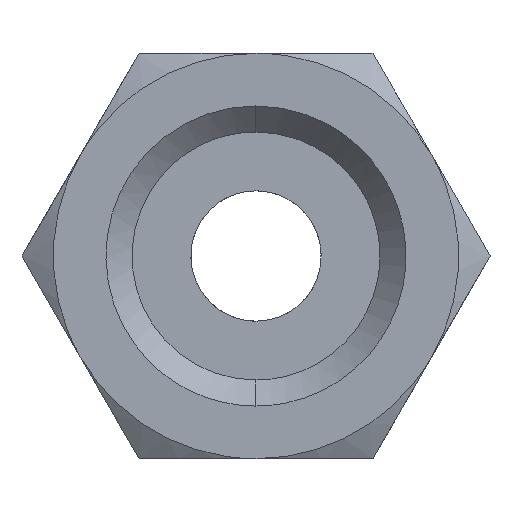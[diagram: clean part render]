
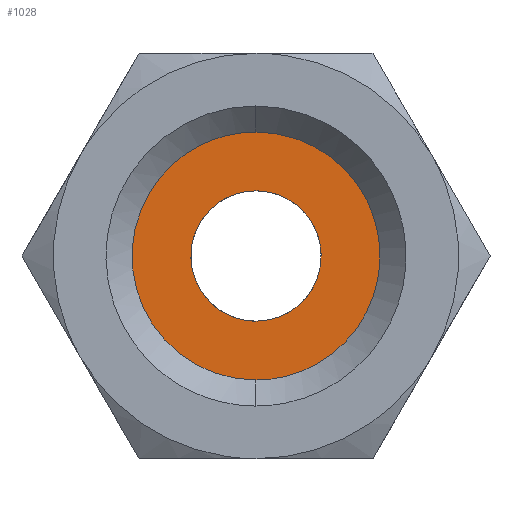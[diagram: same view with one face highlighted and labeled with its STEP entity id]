
A CAD part, front view. The second image highlights one B-rep face of the part: STEP entity #1028.
In plain terms, the highlighted free-form (B-spline) face has degree [1, 1] with [2, 2] control points.
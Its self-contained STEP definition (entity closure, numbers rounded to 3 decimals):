
#79 = VERTEX_POINT ( 'NONE', #1530 ) ;
#106 = CARTESIAN_POINT ( 'NONE',  ( 1.318, 8.5, 2.25 ) ) ;
#133 = EDGE_CURVE ( 'NONE', #604, #79, #1665, .T. ) ;
#280 = CARTESIAN_POINT ( 'NONE',  ( 0., 8.5, -2.25 ) ) ;
#303 = FACE_OUTER_BOUND ( 'NONE', #999, .T. ) ;
#360 = ORIENTED_EDGE ( 'NONE', *, *, #1172, .F. ) ;
#418 = CARTESIAN_POINT ( 'NONE',  ( -4.334, 8.5, 4.334 ) ) ;
#425 = CARTESIAN_POINT ( 'NONE',  ( 2.25, 8.5, 0. ) ) ;
#450 = CARTESIAN_POINT ( 'NONE',  ( -8.566, 8.5, 4.283 ) ) ;
#495 = CARTESIAN_POINT ( 'NONE',  ( -4.5, 8.5, 2.25 ) ) ;
#604 = VERTEX_POINT ( 'NONE', #1881 ) ;
#640 = CARTESIAN_POINT ( 'NONE',  ( 4.283, 8.5, 0. ) ) ;
#644 = CARTESIAN_POINT ( 'NONE',  ( 0., 8.5, -2.25 ) ) ;
#660 = CARTESIAN_POINT ( 'NONE',  ( 0., 8.5, -4.283 ) ) ;
#750 = CARTESIAN_POINT ( 'NONE',  ( 2.25, 8.5, -1.318 ) ) ;
#768 = CARTESIAN_POINT ( 'NONE',  ( 0., 8.5, -2.25 ) ) ;
#772 =( BOUNDED_CURVE ( )  B_SPLINE_CURVE ( 3, ( #808, #1302, #450, #1471 ),
 .UNSPECIFIED., .F., .F. ) 
 B_SPLINE_CURVE_WITH_KNOTS ( ( 4, 4 ),
 ( -3.142, 0. ),
 .UNSPECIFIED. ) 
 CURVE ( )  GEOMETRIC_REPRESENTATION_ITEM ( )  RATIONAL_B_SPLINE_CURVE ( ( 1., 0.333, 0.333, 1. ) ) 
 REPRESENTATION_ITEM ( '' )  );
#808 = CARTESIAN_POINT ( 'NONE',  ( 0., 8.5, -4.283 ) ) ;
#821 = CARTESIAN_POINT ( 'NONE',  ( 4.283, 8.5, -2.509 ) ) ;
#940 = CARTESIAN_POINT ( 'NONE',  ( 0., 8.5, 2.25 ) ) ;
#954 = CARTESIAN_POINT ( 'NONE',  ( -4.334, 8.5, -4.334 ) ) ;
#966 = VERTEX_POINT ( 'NONE', #280 ) ;
#988 = EDGE_CURVE ( 'NONE', #966, #1854, #1154, .T. ) ;
#994 = CARTESIAN_POINT ( 'NONE',  ( 2.509, 8.5, -4.283 ) ) ;
#999 = EDGE_LOOP ( 'NONE', ( #1091, #2159 ) ) ;
#1028 = ADVANCED_FACE ( 'NONE', ( #1642, #303 ), #1953, .F. ) ;
#1091 = ORIENTED_EDGE ( 'NONE', *, *, #1153, .F. ) ;
#1100 = CARTESIAN_POINT ( 'NONE',  ( 0., 8.5, 2.25 ) ) ;
#1109 = CARTESIAN_POINT ( 'NONE',  ( 1.318, 8.5, -2.25 ) ) ;
#1153 = EDGE_CURVE ( 'NONE', #79, #604, #772, .T. ) ;
#1154 =( BOUNDED_CURVE ( )  B_SPLINE_CURVE ( 3, ( #768, #1109, #750, #425, #1943, #106, #940 ),
 .UNSPECIFIED., .F., .T. ) 
 B_SPLINE_CURVE_WITH_KNOTS ( ( 4, 3, 4 ),
 ( -3.142, -1.571, 0. ),
 .UNSPECIFIED. ) 
 CURVE ( )  GEOMETRIC_REPRESENTATION_ITEM ( )  RATIONAL_B_SPLINE_CURVE ( ( 1., 0.805, 0.805, 1., 0.805, 0.805, 1. ) ) 
 REPRESENTATION_ITEM ( '' )  );
#1172 = EDGE_CURVE ( 'NONE', #1854, #966, #2169, .T. ) ;
#1297 = CARTESIAN_POINT ( 'NONE',  ( 4.334, 8.5, 4.334 ) ) ;
#1302 = CARTESIAN_POINT ( 'NONE',  ( -8.566, 8.5, -4.283 ) ) ;
#1329 = CARTESIAN_POINT ( 'NONE',  ( 0., 8.5, 4.283 ) ) ;
#1343 = EDGE_LOOP ( 'NONE', ( #1474, #360 ) ) ;
#1471 = CARTESIAN_POINT ( 'NONE',  ( 0., 8.5, 4.283 ) ) ;
#1474 = ORIENTED_EDGE ( 'NONE', *, *, #988, .F. ) ;
#1510 = CARTESIAN_POINT ( 'NONE',  ( 2.509, 8.5, 4.283 ) ) ;
#1518 = CARTESIAN_POINT ( 'NONE',  ( -4.5, 8.5, -2.25 ) ) ;
#1530 = CARTESIAN_POINT ( 'NONE',  ( 0., 8.5, -4.283 ) ) ;
#1624 = CARTESIAN_POINT ( 'NONE',  ( 0., 8.5, 2.25 ) ) ;
#1642 = FACE_BOUND ( 'NONE', #1343, .T. ) ;
#1665 =( BOUNDED_CURVE ( )  B_SPLINE_CURVE ( 3, ( #1329, #1510, #1667, #640, #821, #994, #660 ),
 .UNSPECIFIED., .F., .T. ) 
 B_SPLINE_CURVE_WITH_KNOTS ( ( 4, 3, 4 ),
 ( -3.142, -1.571, 0. ),
 .UNSPECIFIED. ) 
 CURVE ( )  GEOMETRIC_REPRESENTATION_ITEM ( )  RATIONAL_B_SPLINE_CURVE ( ( 1., 0.805, 0.805, 1., 0.805, 0.805, 1. ) ) 
 REPRESENTATION_ITEM ( '' )  );
#1667 = CARTESIAN_POINT ( 'NONE',  ( 4.283, 8.5, 2.509 ) ) ;
#1854 = VERTEX_POINT ( 'NONE', #1100 ) ;
#1881 = CARTESIAN_POINT ( 'NONE',  ( 0., 8.5, 4.283 ) ) ;
#1943 = CARTESIAN_POINT ( 'NONE',  ( 2.25, 8.5, 1.318 ) ) ;
#1953 = B_SPLINE_SURFACE_WITH_KNOTS ( 'NONE', 1, 1, ( 
 ( #954, #2129 ),
 ( #418, #1297 ) ),
 .UNSPECIFIED., .F., .F., .F.,
 ( 2, 2 ),
 ( 2, 2 ),
 ( 0., 1. ),
 ( 0., 1. ),
 .UNSPECIFIED. ) ;
#2129 = CARTESIAN_POINT ( 'NONE',  ( 4.334, 8.5, -4.334 ) ) ;
#2159 = ORIENTED_EDGE ( 'NONE', *, *, #133, .F. ) ;
#2169 =( BOUNDED_CURVE ( )  B_SPLINE_CURVE ( 3, ( #1624, #495, #1518, #644 ),
 .UNSPECIFIED., .F., .T. ) 
 B_SPLINE_CURVE_WITH_KNOTS ( ( 4, 4 ),
 ( -3.142, 0. ),
 .UNSPECIFIED. ) 
 CURVE ( )  GEOMETRIC_REPRESENTATION_ITEM ( )  RATIONAL_B_SPLINE_CURVE ( ( 1., 0.333, 0.333, 1. ) ) 
 REPRESENTATION_ITEM ( '' )  );
